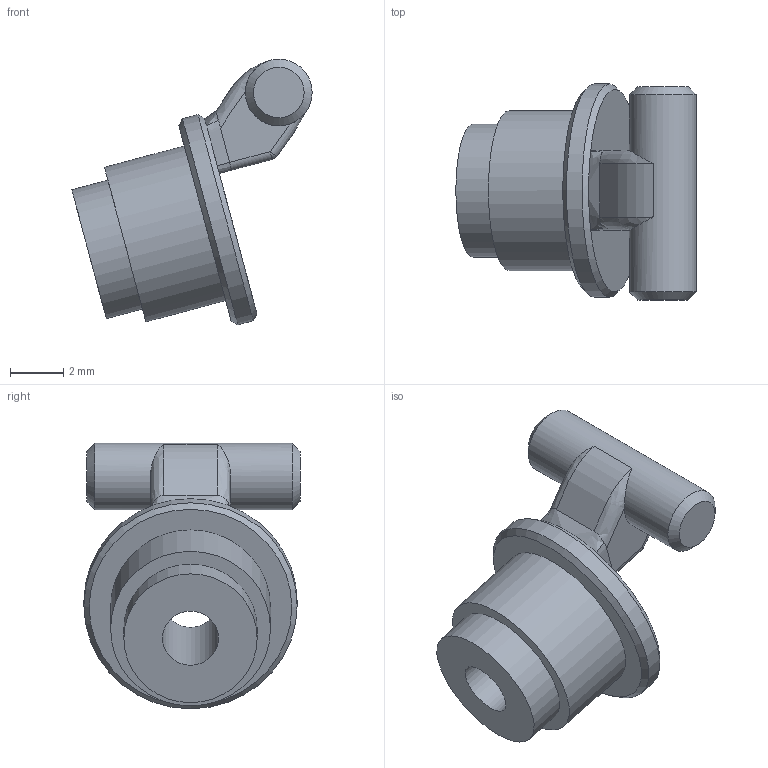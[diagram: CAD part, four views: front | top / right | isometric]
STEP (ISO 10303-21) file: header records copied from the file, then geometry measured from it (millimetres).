
FILE_DESCRIPTION(/* description */ (''),/* implementation_level */ '2;1');
FILE_NAME(/* name */ '肩部转轴.step',/* time_stamp */ '2022-03-15T10:54:01+08:00',/* author */ (''),/* organization */ (''),/* preprocessor_version */ 'ST-DEVELOPER v18.1',/* originating_system */ 'Autodesk Translation Framework v10.13.0.1454',/* authorisation */ '');
FILE_SCHEMA (('AUTOMOTIVE_DESIGN { 1 0 10303 214 3 1 1 }'));
Length unit declared in the file: millimetre
Products named in the file (1): 肩部转轴
Bounding box: 9.01 x 8.11 x 9.96 mm (x, y, z)
Volume: 201.3 mm3; surface area: 312.8 mm2
Topology: 1 solids, 1 shells, 34 faces, 78 edges, 48 vertices
Faces by surface type: bspline 12, cylinder 8, plane 8, cone 4, sphere 2
Full cylindrical faces by diameter (mm): 2.1 x1, 2.5 x1, 5 x1, 6 x1, 8 x1
Entity records: 1381 total; most frequent: CARTESIAN_POINT 635, ORIENTED_EDGE 156, DIRECTION 128, EDGE_CURVE 78, AXIS2_PLACEMENT_3D 54, VERTEX_POINT 48, EDGE_LOOP 38, FACE_OUTER_BOUND 34
